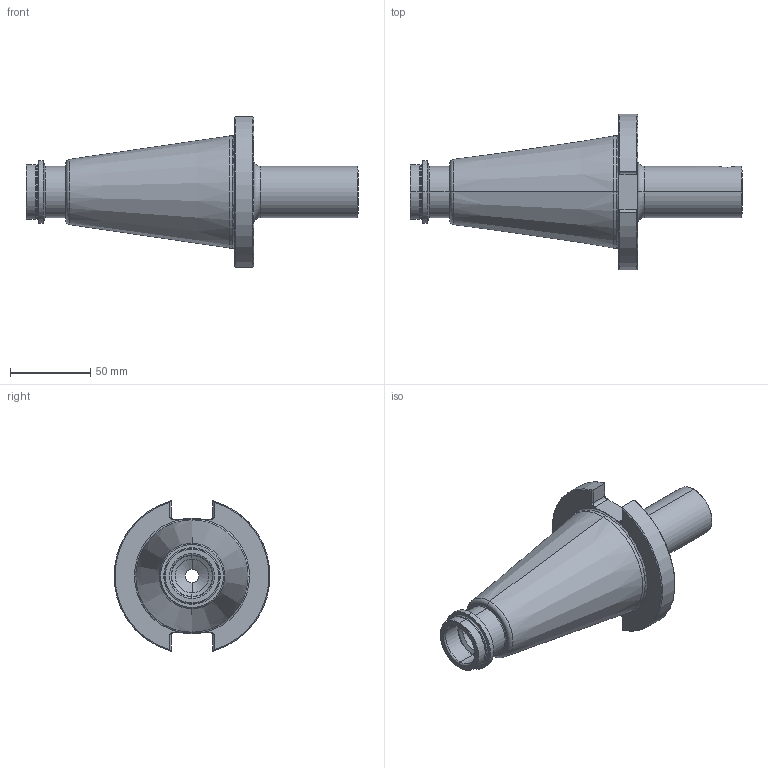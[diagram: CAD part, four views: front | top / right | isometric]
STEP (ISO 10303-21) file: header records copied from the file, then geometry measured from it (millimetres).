
FILE_DESCRIPTION (( 'STEP AP203' ), '1' );
FILE_NAME ('102.500.322.STEP', '2018-03-12T09:11:32', ( 'SWIAdmin' ), ( 'Hewlett-Packard Company' ), 'SwSTEP 2.0', 'SolidWorks 2017', '' );
FILE_SCHEMA (( 'CONFIG_CONTROL_DESIGN' ));
Length unit declared in the file: millimetre
Products named in the file (1): 102.500.322
Bounding box: 207 x 96.94 x 93.84 mm (x, y, z)
Volume: 367882.6 mm3; surface area: 52972.7 mm2
Topology: 1 solids, 1 shells, 130 faces, 307 edges, 184 vertices
Faces by surface type: cylinder 49, plane 33, torus 28, cone 20
Entity records: 4050 total; most frequent: CARTESIAN_POINT 978, DIRECTION 671, ORIENTED_EDGE 614, EDGE_CURVE 307, AXIS2_PLACEMENT_3D 277, VERTEX_POINT 184, CIRCLE 146, EDGE_LOOP 139
